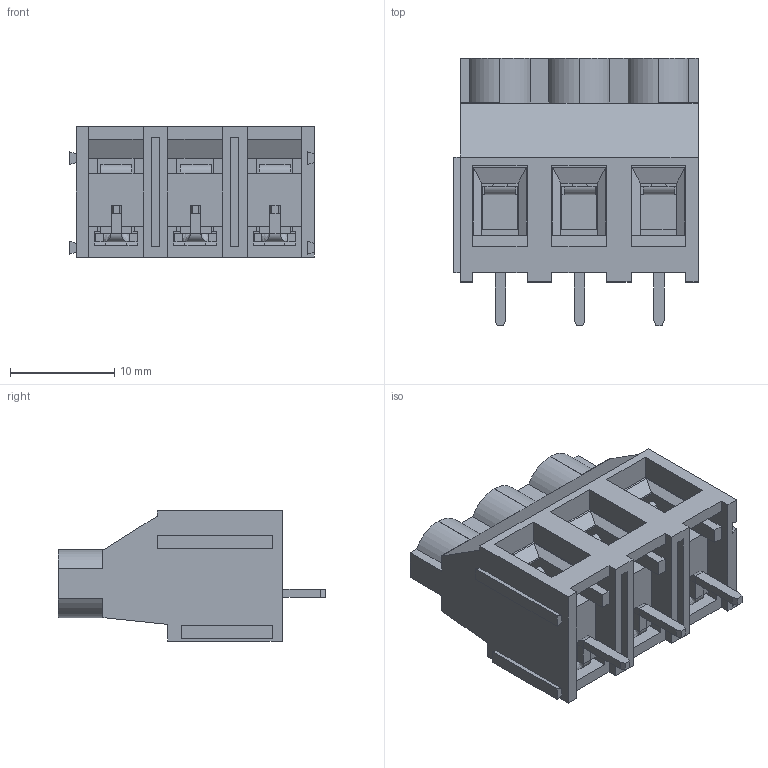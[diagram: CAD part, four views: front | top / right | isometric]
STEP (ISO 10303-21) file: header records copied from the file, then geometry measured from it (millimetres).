
FILE_DESCRIPTION( ( 'Unknown' ), '1' );
FILE_NAME( '691218410003.stp', 'Unknown', ( 'Unknown' ), ( 'Unknown' ), 'PSStep 17.0.49', 'Unknown', ' ' );
FILE_SCHEMA( ( 'AUTOMOTIVE_DESIGN { 1 0 10303 214 1 1 1 1 }' ) );
Length unit declared in the file: millimetre
Products named in the file (5): Assem1; 6912184100xx_MASS; 6912184100xx_PIN; 6912184100xx_VIS; 691218410003
Assembly tree (10 placements, depth 2):
  Assem1
    6912184100xx_MASS  x3
    6912184100xx_PIN  x3
    6912184100xx_VIS  x3
    691218410003
Bounding box: 23.46 x 25.7 x 12.5 mm (x, y, z)
Volume: 3061.3 mm3; surface area: 5802.7 mm2
Topology: 10 solids, 10 shells, 430 faces, 1124 edges, 718 vertices
Faces by surface type: plane 367, cylinder 51, bspline 12
Full cylindrical faces by diameter (mm): 3.2 x9, 5.2 x6
Entity records: 11965 total; most frequent: CARTESIAN_POINT 1766, ORIENTED_EDGE 1628, DIRECTION 1493, EDGE_CURVE 814, LINE 753, VECTOR 753, VERTEX_POINT 531, AXIS2_PLACEMENT_3D 370
